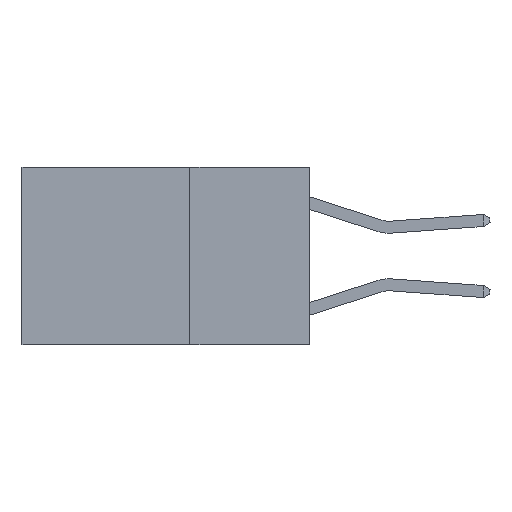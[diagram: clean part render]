
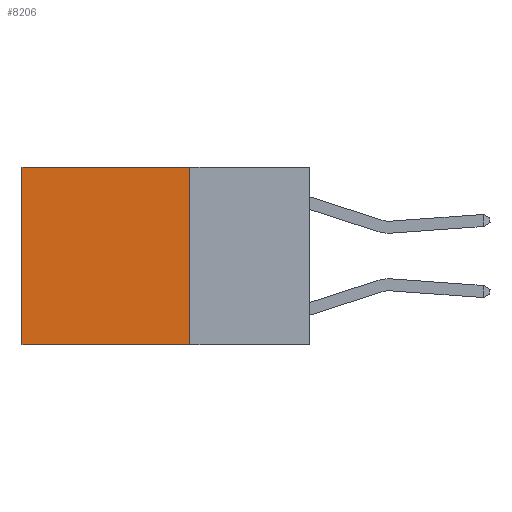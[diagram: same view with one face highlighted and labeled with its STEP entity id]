
A CAD part, left-side view. The second image highlights one B-rep face of the part: STEP entity #8206.
In plain terms, the highlighted planar face has unit normal (-1, 0, 0).
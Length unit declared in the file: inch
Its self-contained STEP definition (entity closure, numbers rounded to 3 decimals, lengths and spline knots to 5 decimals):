
#422 = DIRECTION ( 'NONE',  ( 0., 0., -1. ) ) ;
#1395 = VECTOR ( 'NONE', #6170, 39.37008 ) ;
#1408 = CARTESIAN_POINT ( 'NONE',  ( 0.2625, 0.25, 0. ) ) ;
#2267 = EDGE_CURVE ( 'NONE', #10912, #15614, #8820, .T. ) ;
#2635 = AXIS2_PLACEMENT_3D ( 'NONE', #11718, #17159, #422 ) ;
#2746 = ORIENTED_EDGE ( 'NONE', *, *, #9532, .T. ) ;
#2950 = CARTESIAN_POINT ( 'NONE',  ( 0.2625, 0.25, -0.37 ) ) ;
#2999 = CARTESIAN_POINT ( 'NONE',  ( 0.2625, 0.6, 0. ) ) ;
#3896 = FACE_OUTER_BOUND ( 'NONE', #7869, .T. ) ;
#6170 = DIRECTION ( 'NONE',  ( 0., 0., -1. ) ) ;
#7081 = CARTESIAN_POINT ( 'NONE',  ( 0.2625, 0.25, -0.37 ) ) ;
#7117 = DIRECTION ( 'NONE',  ( 0., 0., -1. ) ) ;
#7869 = EDGE_LOOP ( 'NONE', ( #2746, #14305, #21211, #9301 ) ) ;
#7973 = LINE ( 'NONE', #17338, #1395 ) ;
#8206 = ADVANCED_FACE ( 'NONE', ( #3896 ), #13042, .F. ) ;
#8820 = LINE ( 'NONE', #21927, #22694 ) ;
#9301 = ORIENTED_EDGE ( 'NONE', *, *, #22118, .T. ) ;
#9523 = VECTOR ( 'NONE', #23765, 39.37008 ) ;
#9532 = EDGE_CURVE ( 'NONE', #14381, #11084, #7973, .T. ) ;
#10912 = VERTEX_POINT ( 'NONE', #1408 ) ;
#11084 = VERTEX_POINT ( 'NONE', #12792 ) ;
#11546 = EDGE_CURVE ( 'NONE', #15614, #11084, #23739, .T. ) ;
#11718 = CARTESIAN_POINT ( 'NONE',  ( 0.2625, 0.25, 0. ) ) ;
#12792 = CARTESIAN_POINT ( 'NONE',  ( 0.2625, 0.6, -0.37 ) ) ;
#13042 = PLANE ( 'NONE',  #2635 ) ;
#14304 = DIRECTION ( 'NONE',  ( 0., 1., 0. ) ) ;
#14305 = ORIENTED_EDGE ( 'NONE', *, *, #11546, .F. ) ;
#14381 = VERTEX_POINT ( 'NONE', #2999 ) ;
#15394 = VECTOR ( 'NONE', #14304, 39.37008 ) ;
#15614 = VERTEX_POINT ( 'NONE', #7081 ) ;
#17159 = DIRECTION ( 'NONE',  ( 1., 0., 0. ) ) ;
#17338 = CARTESIAN_POINT ( 'NONE',  ( 0.2625, 0.6, 0. ) ) ;
#19304 = LINE ( 'NONE', #20014, #9523 ) ;
#20014 = CARTESIAN_POINT ( 'NONE',  ( 0.2625, 0.25, 0. ) ) ;
#21211 = ORIENTED_EDGE ( 'NONE', *, *, #2267, .F. ) ;
#21927 = CARTESIAN_POINT ( 'NONE',  ( 0.2625, 0.25, 0. ) ) ;
#22118 = EDGE_CURVE ( 'NONE', #10912, #14381, #19304, .T. ) ;
#22694 = VECTOR ( 'NONE', #7117, 39.37008 ) ;
#23739 = LINE ( 'NONE', #2950, #15394 ) ;
#23765 = DIRECTION ( 'NONE',  ( 0., 1., 0. ) ) ;
